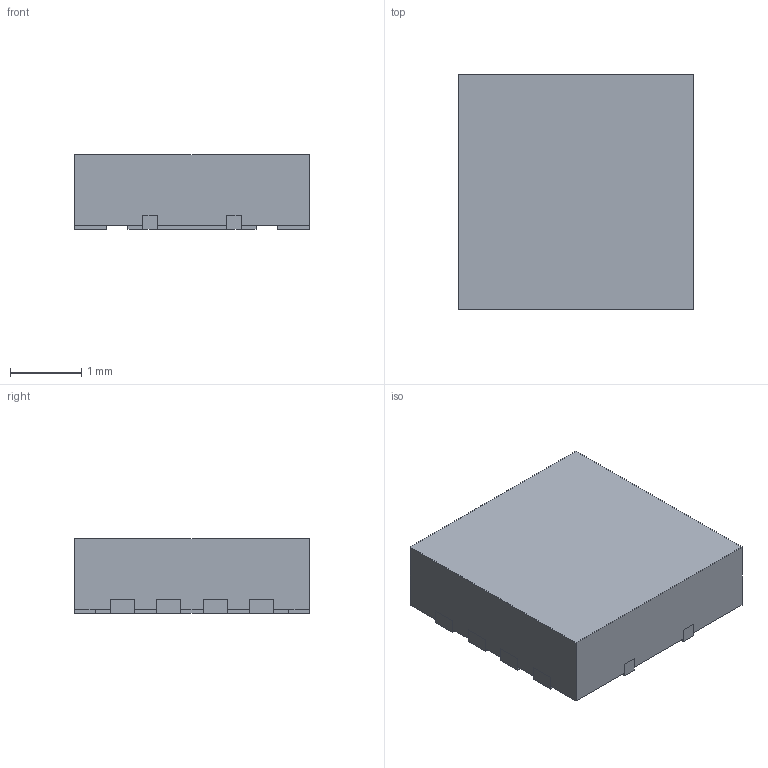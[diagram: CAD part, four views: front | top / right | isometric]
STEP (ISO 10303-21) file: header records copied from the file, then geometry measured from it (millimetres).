
FILE_DESCRIPTION((''),'2;1');
FILE_NAME('DPB0008A_ASM','2016-10-11T',('a0412025'),(''),'CREO PARAMETRIC BY PTC INC, 2016050','CREO PARAMETRIC BY PTC INC, 2016050','');
FILE_SCHEMA(('AUTOMOTIVE_DESIGN { 1 0 10303 214 1 1 1 1 }'));
Length unit declared in the file: millimetre
Products named in the file (4): BODY-SON; FRAME-DPB0008A; PIN1-ID; DPB0008A_ASM
Assembly tree (3 placements, depth 2):
  DPB0008A_ASM
    BODY-SON
    FRAME-DPB0008A
    PIN1-ID
Bounding box: 3.3 x 3.3 x 1.05 mm (x, y, z)
Volume: 11.2 mm3; surface area: 58.4 mm2
Topology: 9 solids, 9 shells, 150 faces, 396 edges, 264 vertices
Faces by surface type: plane 150
Entity records: 6304 total; most frequent: CARTESIAN_POINT 824, ORIENTED_EDGE 792, DIRECTION 710, PRESENTATION_STYLE_ASSIGNMENT 413, STYLED_ITEM 405, VECTOR 396, LINE 396, CURVE_STYLE 396
